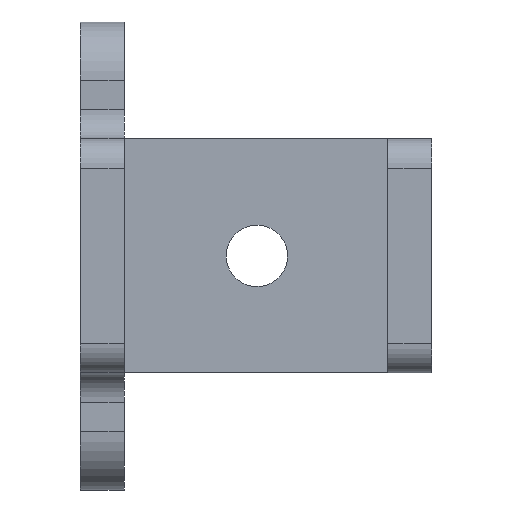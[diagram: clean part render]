
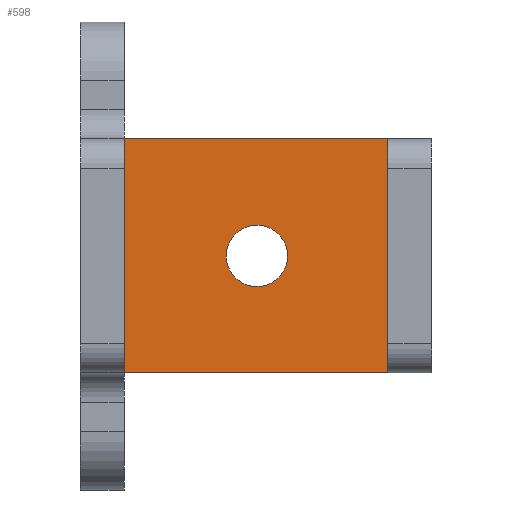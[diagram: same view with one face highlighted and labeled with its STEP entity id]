
A CAD part, front view. The second image highlights one B-rep face of the part: STEP entity #598.
In plain terms, the highlighted planar face has unit normal (0, -1, 0).
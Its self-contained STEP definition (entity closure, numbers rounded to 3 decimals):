
#15 = DIRECTION ( 'NONE',  ( 0., 0., -1. ) ) ;
#29 = DIRECTION ( 'NONE',  ( 0., 0., -1. ) ) ;
#35 = CARTESIAN_POINT ( 'NONE',  ( 27.948, 65.734, 10.07 ) ) ;
#42 = LINE ( 'NONE', #1133, #310 ) ;
#49 = DIRECTION ( 'NONE',  ( 1., 0., 0. ) ) ;
#52 = DIRECTION ( 'NONE',  ( 0., 0., -1. ) ) ;
#56 = ORIENTED_EDGE ( 'NONE', *, *, #1356, .F. ) ;
#76 = EDGE_CURVE ( 'NONE', #282, #696, #308, .T. ) ;
#93 = AXIS2_PLACEMENT_3D ( 'NONE', #652, #1089, #436 ) ;
#106 = CARTESIAN_POINT ( 'NONE',  ( 24.948, 65.734, -1.93 ) ) ;
#126 = EDGE_CURVE ( 'NONE', #696, #1121, #590, .T. ) ;
#131 = DIRECTION ( 'NONE',  ( 0., -1., 0. ) ) ;
#154 = ORIENTED_EDGE ( 'NONE', *, *, #805, .F. ) ;
#160 = VECTOR ( 'NONE', #858, 1000. ) ;
#172 = EDGE_CURVE ( 'NONE', #1341, #610, #42, .T. ) ;
#191 = VERTEX_POINT ( 'NONE', #467 ) ;
#223 = ORIENTED_EDGE ( 'NONE', *, *, #261, .F. ) ;
#224 = VECTOR ( 'NONE', #1164, 1000. ) ;
#247 = CARTESIAN_POINT ( 'NONE',  ( 6.948, 65.734, -1.93 ) ) ;
#261 = EDGE_CURVE ( 'NONE', #753, #580, #540, .T. ) ;
#263 = EDGE_LOOP ( 'NONE', ( #908, #387, #747, #462, #154, #56, #1394, #468, #345, #490, #1224, #504 ) ) ;
#265 = CARTESIAN_POINT ( 'NONE',  ( 16.01, 65.734, 3.97 ) ) ;
#270 = VECTOR ( 'NONE', #888, 1000. ) ;
#271 = ORIENTED_EDGE ( 'NONE', *, *, #369, .F. ) ;
#272 = VECTOR ( 'NONE', #15, 1000. ) ;
#282 = VERTEX_POINT ( 'NONE', #737 ) ;
#308 = LINE ( 'NONE', #1082, #1002 ) ;
#310 = VECTOR ( 'NONE', #791, 1000. ) ;
#319 = VERTEX_POINT ( 'NONE', #1272 ) ;
#329 = DIRECTION ( 'NONE',  ( 0., 0., -1. ) ) ;
#332 = CARTESIAN_POINT ( 'NONE',  ( 3.948, 65.734, 2.07 ) ) ;
#345 = ORIENTED_EDGE ( 'NONE', *, *, #936, .T. ) ;
#353 = LINE ( 'NONE', #569, #388 ) ;
#357 = PLANE ( 'NONE',  #688 ) ;
#363 = VECTOR ( 'NONE', #656, 1000. ) ;
#369 = EDGE_CURVE ( 'NONE', #580, #753, #867, .T. ) ;
#371 = LINE ( 'NONE', #1137, #224 ) ;
#387 = ORIENTED_EDGE ( 'NONE', *, *, #1340, .T. ) ;
#388 = VECTOR ( 'NONE', #52, 1000. ) ;
#436 = DIRECTION ( 'NONE',  ( 0., 0., -1. ) ) ;
#447 = LINE ( 'NONE', #777, #270 ) ;
#448 = LINE ( 'NONE', #1000, #1119 ) ;
#462 = ORIENTED_EDGE ( 'NONE', *, *, #1380, .F. ) ;
#467 = CARTESIAN_POINT ( 'NONE',  ( 24.948, 65.734, 14.07 ) ) ;
#468 = ORIENTED_EDGE ( 'NONE', *, *, #679, .F. ) ;
#490 = ORIENTED_EDGE ( 'NONE', *, *, #511, .T. ) ;
#504 = ORIENTED_EDGE ( 'NONE', *, *, #76, .T. ) ;
#506 = CARTESIAN_POINT ( 'NONE',  ( 6.948, 65.734, 2.07 ) ) ;
#511 = EDGE_CURVE ( 'NONE', #1183, #689, #448, .T. ) ;
#524 = LINE ( 'NONE', #536, #160 ) ;
#536 = CARTESIAN_POINT ( 'NONE',  ( 27.948, 65.734, 10.07 ) ) ;
#540 = CIRCLE ( 'NONE', #1254, 2.1 ) ;
#554 = CARTESIAN_POINT ( 'NONE',  ( 27.948, 65.734, 2.07 ) ) ;
#569 = CARTESIAN_POINT ( 'NONE',  ( 24.948, 65.734, 14.07 ) ) ;
#571 = VERTEX_POINT ( 'NONE', #35 ) ;
#580 = VERTEX_POINT ( 'NONE', #1210 ) ;
#590 = LINE ( 'NONE', #1023, #661 ) ;
#598 = ADVANCED_FACE ( 'NONE', ( #986, #684 ), #357, .T. ) ;
#602 = DIRECTION ( 'NONE',  ( 0., -1., 0. ) ) ;
#610 = VERTEX_POINT ( 'NONE', #247 ) ;
#639 = CARTESIAN_POINT ( 'NONE',  ( 27.948, 65.734, 2.07 ) ) ;
#651 = CARTESIAN_POINT ( 'NONE',  ( 6.948, 65.734, 14.07 ) ) ;
#652 = CARTESIAN_POINT ( 'NONE',  ( 16.01, 65.734, 6.07 ) ) ;
#656 = DIRECTION ( 'NONE',  ( -1., 0., 0. ) ) ;
#661 = VECTOR ( 'NONE', #49, 1000. ) ;
#675 = LINE ( 'NONE', #1225, #363 ) ;
#679 = EDGE_CURVE ( 'NONE', #191, #881, #371, .T. ) ;
#684 = FACE_OUTER_BOUND ( 'NONE', #263, .T. ) ;
#688 = AXIS2_PLACEMENT_3D ( 'NONE', #332, #131, #801 ) ;
#689 = VERTEX_POINT ( 'NONE', #1021 ) ;
#696 = VERTEX_POINT ( 'NONE', #1145 ) ;
#737 = CARTESIAN_POINT ( 'NONE',  ( 3.948, 65.734, 10.07 ) ) ;
#747 = ORIENTED_EDGE ( 'NONE', *, *, #172, .F. ) ;
#753 = VERTEX_POINT ( 'NONE', #265 ) ;
#777 = CARTESIAN_POINT ( 'NONE',  ( 3.948, 65.734, 10.07 ) ) ;
#791 = DIRECTION ( 'NONE',  ( -1., 0., 0. ) ) ;
#801 = DIRECTION ( 'NONE',  ( 0., 0., -1. ) ) ;
#805 = EDGE_CURVE ( 'NONE', #1068, #319, #1196, .T. ) ;
#817 = EDGE_CURVE ( 'NONE', #571, #881, #524, .T. ) ;
#842 = CARTESIAN_POINT ( 'NONE',  ( 16.01, 65.734, 6.07 ) ) ;
#858 = DIRECTION ( 'NONE',  ( -1., 0., 0. ) ) ;
#865 = DIRECTION ( 'NONE',  ( -1., 0., 0. ) ) ;
#867 = CIRCLE ( 'NONE', #93, 2.1 ) ;
#880 = LINE ( 'NONE', #1312, #958 ) ;
#881 = VERTEX_POINT ( 'NONE', #984 ) ;
#888 = DIRECTION ( 'NONE',  ( 1., 0., 0. ) ) ;
#908 = ORIENTED_EDGE ( 'NONE', *, *, #126, .T. ) ;
#936 = EDGE_CURVE ( 'NONE', #191, #1183, #675, .T. ) ;
#958 = VECTOR ( 'NONE', #329, 1000. ) ;
#963 = CARTESIAN_POINT ( 'NONE',  ( 27.948, 65.734, 2.07 ) ) ;
#978 = EDGE_CURVE ( 'NONE', #282, #689, #447, .T. ) ;
#984 = CARTESIAN_POINT ( 'NONE',  ( 24.948, 65.734, 10.07 ) ) ;
#986 = FACE_BOUND ( 'NONE', #1064, .T. ) ;
#1000 = CARTESIAN_POINT ( 'NONE',  ( 6.948, 65.734, 14.07 ) ) ;
#1002 = VECTOR ( 'NONE', #29, 1000. ) ;
#1021 = CARTESIAN_POINT ( 'NONE',  ( 6.948, 65.734, 10.07 ) ) ;
#1023 = CARTESIAN_POINT ( 'NONE',  ( 3.948, 65.734, 2.07 ) ) ;
#1039 = DIRECTION ( 'NONE',  ( 0., 0., -1. ) ) ;
#1064 = EDGE_LOOP ( 'NONE', ( #271, #223 ) ) ;
#1068 = VERTEX_POINT ( 'NONE', #639 ) ;
#1082 = CARTESIAN_POINT ( 'NONE',  ( 3.948, 65.734, 2.07 ) ) ;
#1089 = DIRECTION ( 'NONE',  ( 0., -1., 0. ) ) ;
#1119 = VECTOR ( 'NONE', #1316, 1000. ) ;
#1121 = VERTEX_POINT ( 'NONE', #506 ) ;
#1133 = CARTESIAN_POINT ( 'NONE',  ( 42.101, 65.734, -1.93 ) ) ;
#1137 = CARTESIAN_POINT ( 'NONE',  ( 24.948, 65.734, 14.07 ) ) ;
#1145 = CARTESIAN_POINT ( 'NONE',  ( 3.948, 65.734, 2.07 ) ) ;
#1164 = DIRECTION ( 'NONE',  ( 0., 0., -1. ) ) ;
#1183 = VERTEX_POINT ( 'NONE', #651 ) ;
#1196 = LINE ( 'NONE', #963, #1300 ) ;
#1210 = CARTESIAN_POINT ( 'NONE',  ( 16.01, 65.734, 8.17 ) ) ;
#1224 = ORIENTED_EDGE ( 'NONE', *, *, #978, .F. ) ;
#1225 = CARTESIAN_POINT ( 'NONE',  ( 42.101, 65.734, 14.07 ) ) ;
#1254 = AXIS2_PLACEMENT_3D ( 'NONE', #842, #602, #1039 ) ;
#1272 = CARTESIAN_POINT ( 'NONE',  ( 24.948, 65.734, 2.07 ) ) ;
#1300 = VECTOR ( 'NONE', #865, 1000. ) ;
#1312 = CARTESIAN_POINT ( 'NONE',  ( 6.948, 65.734, 14.07 ) ) ;
#1316 = DIRECTION ( 'NONE',  ( 0., 0., -1. ) ) ;
#1340 = EDGE_CURVE ( 'NONE', #1121, #610, #880, .T. ) ;
#1341 = VERTEX_POINT ( 'NONE', #106 ) ;
#1356 = EDGE_CURVE ( 'NONE', #571, #1068, #1396, .T. ) ;
#1380 = EDGE_CURVE ( 'NONE', #319, #1341, #353, .T. ) ;
#1394 = ORIENTED_EDGE ( 'NONE', *, *, #817, .T. ) ;
#1396 = LINE ( 'NONE', #554, #272 ) ;
